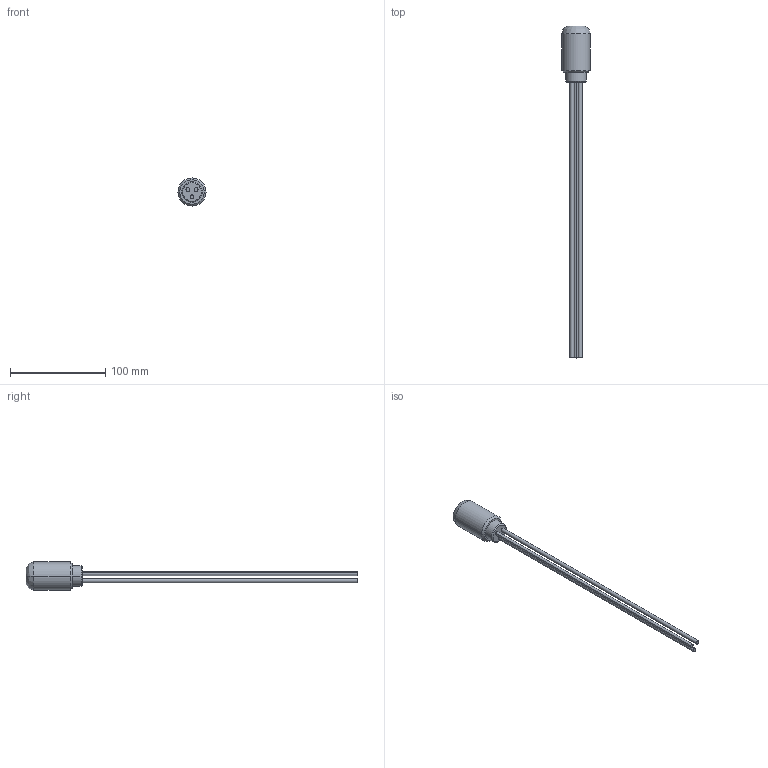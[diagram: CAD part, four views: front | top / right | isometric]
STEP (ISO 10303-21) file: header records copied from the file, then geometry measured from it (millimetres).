
FILE_DESCRIPTION((''),'2;1');
FILE_NAME('3d_31PS31.stp','2012-10-03T09:31:18',(''),(''),'Mechanical Desktop 2011','Mechanical Desktop 2011',', , ');
FILE_SCHEMA(('CONFIG_CONTROL_DESIGN'));
Length unit declared in the file: millimetre
Products named in the file (1): Product
Bounding box: 29.6 x 348.8 x 29.6 mm (x, y, z)
Volume: 46840.2 mm3; surface area: 17073.9 mm2
Topology: 1 solids, 1 shells, 25 faces, 50 edges, 32 vertices
Faces by surface type: cylinder 12, plane 7, cone 4, bspline 2
Entity records: 841 total; most frequent: CARTESIAN_POINT 196, DIRECTION 132, ORIENTED_EDGE 100, AXIS2_PLACEMENT_3D 58, EDGE_CURVE 50, CIRCLE 34, VERTEX_POINT 32, EDGE_LOOP 30
